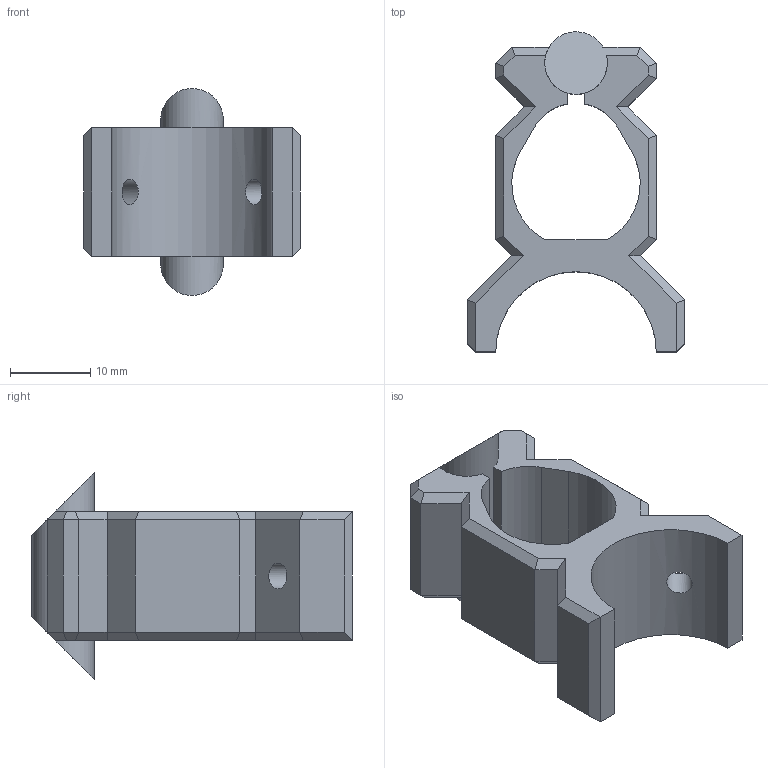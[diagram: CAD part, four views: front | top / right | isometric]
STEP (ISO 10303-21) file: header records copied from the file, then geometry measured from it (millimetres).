
FILE_DESCRIPTION(('FreeCAD Model'),'2;1');
FILE_NAME('Open CASCADE Shape Model','2023-03-23T21:39:12',('Author'),( ''),'Open CASCADE STEP processor 7.5','FreeCAD','Unknown');
FILE_SCHEMA(('AUTOMOTIVE_DESIGN { 1 0 10303 214 1 1 1 1 }'));
Length unit declared in the file: millimetre
Products named in the file (1): M8.rod.clamp
Bounding box: 27 x 39.9 x 25.8 mm (x, y, z)
Volume: 6560.1 mm3; surface area: 4278.8 mm2
Topology: 1 solids, 1 shells, 74 faces, 182 edges, 110 vertices
Faces by surface type: plane 65, cylinder 9
Full cylindrical faces by diameter (mm): 3.2 x2
Entity records: 4860 total; most frequent: CARTESIAN_POINT 1193, DIRECTION 666, LINE 460, VECTOR 460, ORIENTED_EDGE 364, PCURVE 364, DEFINITIONAL_REPRESENTATION 364, EDGE_CURVE 182
